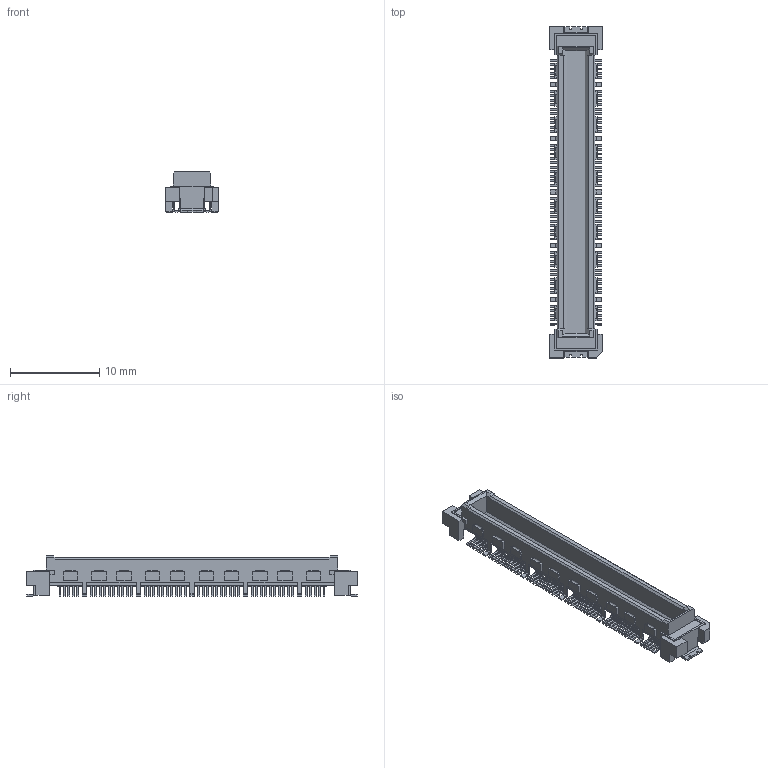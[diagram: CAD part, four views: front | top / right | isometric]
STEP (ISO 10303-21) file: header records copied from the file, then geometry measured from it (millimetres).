
FILE_DESCRIPTION(('OneSpaceDesigner STEP Export'),'2;1');
FILE_NAME('FX10B-100P10-SV1.igs.stp','2007-12-17T18:18:00',(''),(''),'OneSpace Designer STEP processor for AP214 (Solid Model)','OneSpace Modeling 15.00A 14-Mar-2007 (C) CoCreate Software GmbH','');
FILE_SCHEMA(('AUTOMOTIVE_DESIGN { 1 0 10303 214 1 1 1 1 }'));
Length unit declared in the file: millimetre
Products named in the file (2): FX10B-100P10-SV1
Assembly tree (1 placements, depth 2):
  FX10B-100P10-SV1
    FX10B-100P10-SV1
Bounding box: 5.9 x 37.1 x 4.5 mm (x, y, z)
Volume: 292.6 mm3; surface area: 1035.3 mm2
Topology: 1 solids, 1 shells, 1730 faces, 4777 edges, 3170 vertices
Faces by surface type: plane 1485, cylinder 245
Entity records: 53914 total; most frequent: CARTESIAN_POINT 9572, ORIENTED_EDGE 9554, DIRECTION 8562, EDGE_CURVE 4777, VECTOR 4242, LINE 4242, VERTEX_POINT 3170, AXIS2_PLACEMENT_3D 2160
